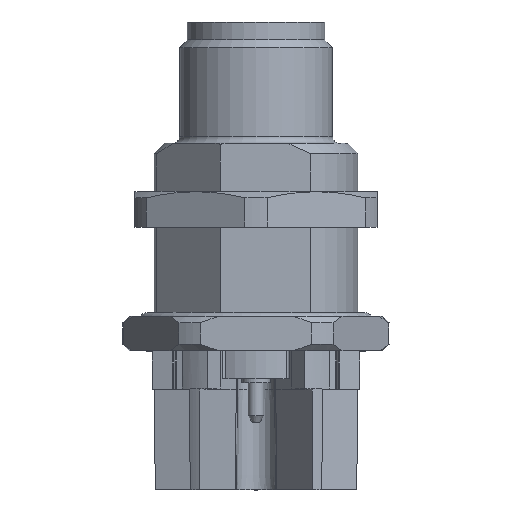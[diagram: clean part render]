
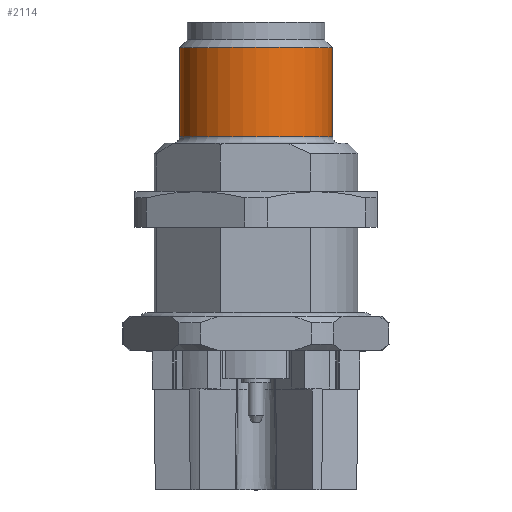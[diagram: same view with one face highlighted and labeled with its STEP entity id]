
A CAD part, top view. The second image highlights one B-rep face of the part: STEP entity #2114.
In plain terms, the highlighted cylindrical face has radius 6 mm (diameter 12 mm), a full revolution.
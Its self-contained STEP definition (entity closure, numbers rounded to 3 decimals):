
#297=CYLINDRICAL_SURFACE('',#7198,6.);
#2114=ADVANCED_FACE('',(#2446,#2447),#297,.T.);
#2446=FACE_BOUND('',#2698,.T.);
#2447=FACE_BOUND('',#2699,.T.);
#2698=EDGE_LOOP('',(#3726));
#2699=EDGE_LOOP('',(#3727));
#3726=ORIENTED_EDGE('',*,*,#6016,.T.);
#3727=ORIENTED_EDGE('',*,*,#5639,.T.);
#4980=VERTEX_POINT('',#9691);
#5225=VERTEX_POINT('',#11289);
#5639=EDGE_CURVE('',#4980,#4980,#6642,.T.);
#6016=EDGE_CURVE('',#5225,#5225,#6723,.T.);
#6642=CIRCLE('',#7002,6.);
#6723=CIRCLE('',#7197,6.);
#7002=AXIS2_PLACEMENT_3D('',#9690,#7718,#7719);
#7197=AXIS2_PLACEMENT_3D('',#11288,#8355,#8356);
#7198=AXIS2_PLACEMENT_3D('',#11290,#8357,#8358);
#7718=DIRECTION('',(0.,-1.,0.));
#7719=DIRECTION('',(0.,0.,-1.));
#8355=DIRECTION('',(0.,1.,0.));
#8356=DIRECTION('',(0.,0.,-1.));
#8357=DIRECTION('',(0.,-1.,0.));
#8358=DIRECTION('',(0.,0.,1.));
#9690=CARTESIAN_POINT('',(50.,73.8,0.));
#9691=CARTESIAN_POINT('',(50.,73.8,-6.));
#11288=CARTESIAN_POINT('',(50.,66.8,0.));
#11289=CARTESIAN_POINT('',(50.,66.8,-6.));
#11290=CARTESIAN_POINT('',(50.,50.,0.));
